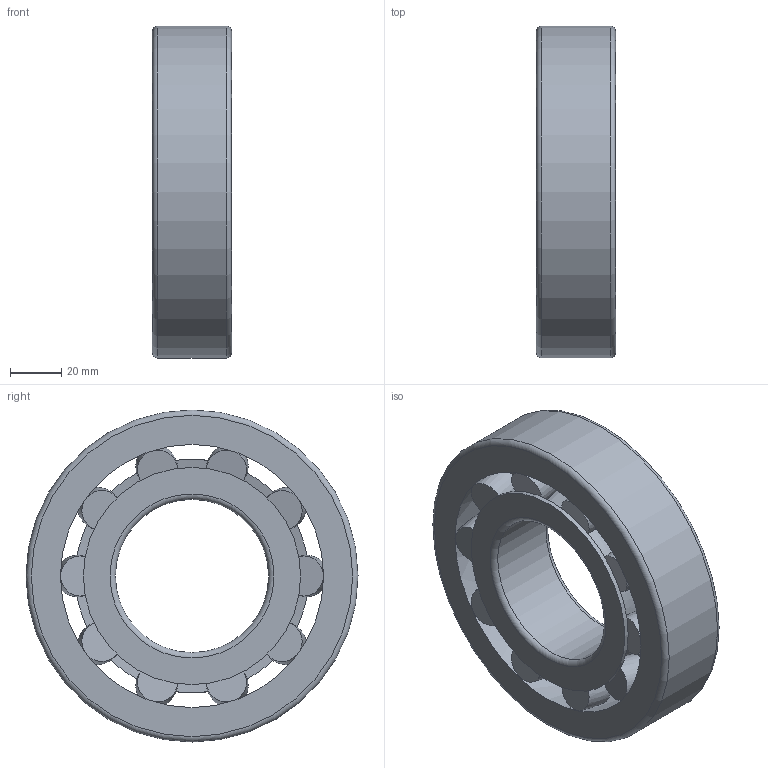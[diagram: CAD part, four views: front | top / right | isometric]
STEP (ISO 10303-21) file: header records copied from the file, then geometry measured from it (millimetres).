
FILE_DESCRIPTION(/* description */ ('STEP AP214'),/* implementation_level */ '2;1');
FILE_NAME(/* name */ '21312',/* time_stamp */ '2026-02-13T07:56:08+01:00',/* author */ ('License CC BY-ND 4.0'),/* organization */ ('CADENAS'),/* preprocessor_version */ 'ST-DEVELOPER v20',/* originating_system */ 'PARTsolutions',/* authorisation */ ' ');
FILE_SCHEMA (('AUTOMOTIVE_DESIGN {1 0 10303 214 3 1 1}'));
Length unit declared in the file: millimetre
Products named in the file (3): 21312; 21312Inner Ring; 21312Outer Ring
Assembly tree (2 placements, depth 2):
  21312
    21312Inner Ring
    21312Outer Ring
Bounding box: 31 x 130 x 130 mm (x, y, z)
Volume: 241726.9 mm3; surface area: 75144.8 mm2
Topology: 2 solids, 2 shells, 146 faces, 491 edges, 309 vertices
Faces by surface type: plane 64, torus 46, cone 26, cylinder 9, sphere 1
Full cylindrical faces by diameter (mm): 60 x1, 78.744 x2, 78.764 x2, 85.019 x2, 91.473 x1, 130 x1
Entity records: 4847 total; most frequent: CARTESIAN_POINT 1393, ORIENTED_EDGE 764, DIRECTION 662, EDGE_CURVE 382, AXIS2_PLACEMENT_3D 331, VERTEX_POINT 262, B_SPLINE_CURVE_WITH_KNOTS 180, EDGE_LOOP 172
